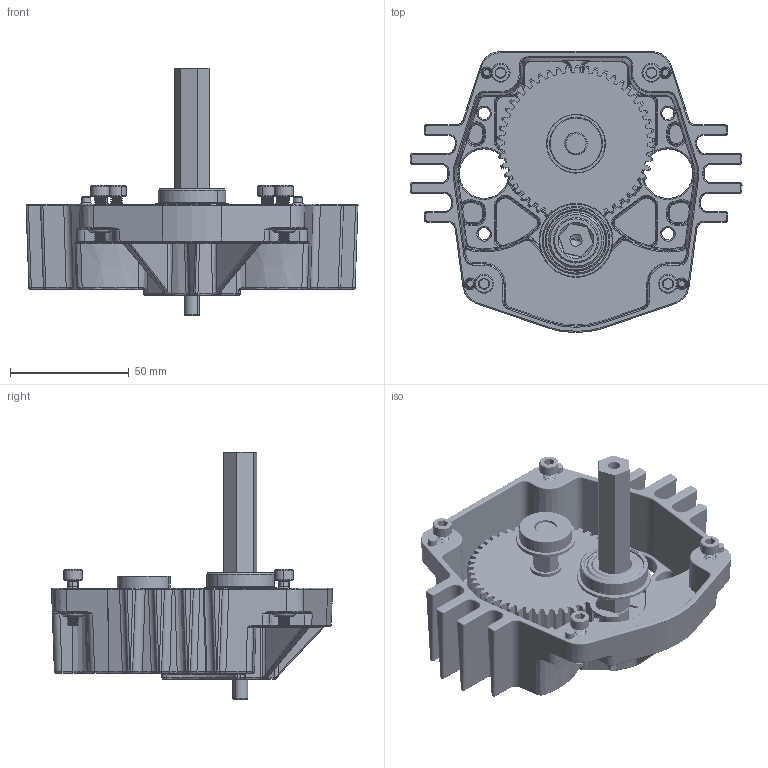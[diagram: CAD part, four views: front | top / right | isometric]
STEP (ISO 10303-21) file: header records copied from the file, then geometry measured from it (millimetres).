
FILE_DESCRIPTION (( 'STEP AP214' ), '1' );
FILE_NAME ('ToughBox Mini S No Output Gears.STEP', '2023-01-06T19:00:56', ( '' ), ( '' ), 'SwSTEP 2.0', 'SolidWorks 2022', '' );
FILE_SCHEMA (( 'AUTOMOTIVE_DESIGN' ));
Length unit declared in the file: inch
Products named in the file (15): am-4720 50T 20DP 375hex 375 FW No Pockets; am-4729 ToughBox E Short Hex Output Shaft; am-2986 FR8ZZ Hex Bearing; 250x1000_dowel; am-0028 3-8 ID Flanged Bearing; am-0152 ToughBox Small Cluster Shaft; ToughBox Mini S Configurable Shafts_Short Shaft; am-0516 3-8 in ID 7-8 in OD Shielded Ball Bearing R6ZZ_60355K45; ToughBox Mini S No Output Gears; ToughBox Mini S Configurable Base; ToughBox Mini Housing; am-0206 1-2 in Shaft External Klipring_97431A340; am-1042 10-32 Nylock Nut_90631A411; am-1047 10-32 x 0750 SHCS_90128A945; am-4729 am-4729_mag am-4729_pin ToughBox E Short Hex Output_Pin
Assembly tree (21 placements, depth 4):
  ToughBox Mini S No Output Gears
    ToughBox Mini S Configurable Shafts_Short Shaft
      ToughBox Mini S Configurable Base
        ToughBox Mini Housing
        am-1042 10-32 Nylock Nut_90631A411  x4
        am-1047 10-32 x 0750 SHCS_90128A945  x4
        am-0152 ToughBox Small Cluster Shaft
        am-0516 3-8 in ID 7-8 in OD Shielded Ball Bearing R6ZZ_60355K45  x2
        am-0028 3-8 ID Flanged Bearing
        am-2986 FR8ZZ Hex Bearing
      am-0206 1-2 in Shaft External Klipring_97431A340
      am-4729 am-4729_mag am-4729_pin ToughBox E Short Hex Output_Pin
        am-4729 ToughBox E Short Hex Output Shaft
        250x1000_dowel
    am-4720 50T 20DP 375hex 375 FW No Pockets
Bounding box: 139.88 x 118.39 x 104.13 mm (x, y, z)
Volume: 145195 mm3; surface area: 90328.8 mm2
Topology: 48 solids, 48 shells, 2773 faces, 6810 edges, 4098 vertices
Faces by surface type: cylinder 1227, bspline 673, cone 451, plane 334, torus 48, sphere 40
Entity records: 82409 total; most frequent: CARTESIAN_POINT 38157, ORIENTED_EDGE 9872, DIRECTION 8184, EDGE_CURVE 4936, AXIS2_PLACEMENT_3D 3356, VERTEX_POINT 2957, EDGE_LOOP 2137, ADVANCED_FACE 2060
